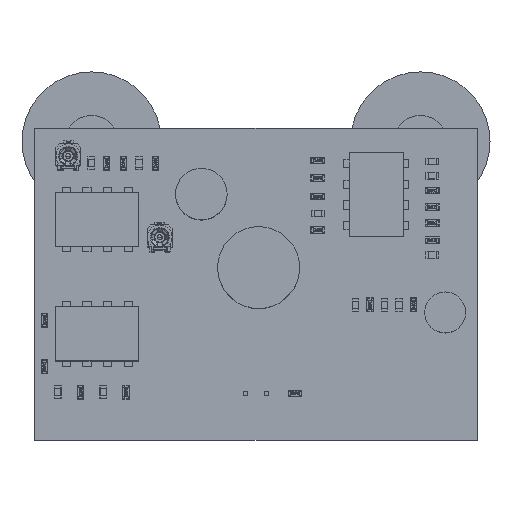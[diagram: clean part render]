
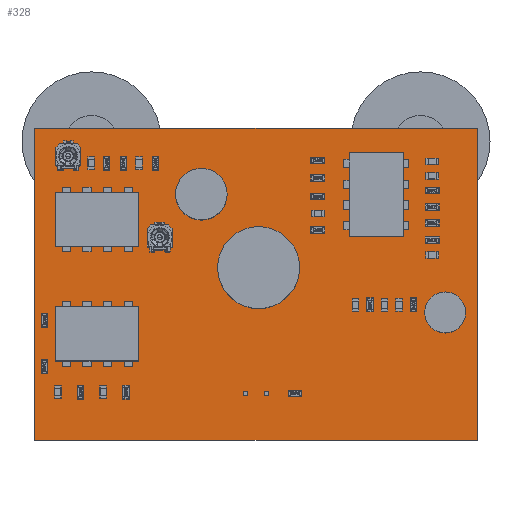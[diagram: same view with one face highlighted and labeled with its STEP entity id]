
A CAD part, top view. The second image highlights one B-rep face of the part: STEP entity #328.
In plain terms, the highlighted planar face has unit normal (0, 0, 1).
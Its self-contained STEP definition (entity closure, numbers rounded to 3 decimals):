
#199 = VERTEX_POINT('',#200);
#200 = CARTESIAN_POINT('',(0.,-38.1,0.));
#206 = EDGE_CURVE('',#199,#207,#209,.T.);
#207 = VERTEX_POINT('',#208);
#208 = CARTESIAN_POINT('',(53.975,-38.1,0.));
#209 = LINE('',#210,#211);
#210 = CARTESIAN_POINT('',(0.,-38.1,0.));
#211 = VECTOR('',#212,1.);
#212 = DIRECTION('',(1.,0.,0.));
#237 = EDGE_CURVE('',#207,#238,#240,.T.);
#238 = VERTEX_POINT('',#239);
#239 = CARTESIAN_POINT('',(53.975,0.,0.));
#240 = LINE('',#241,#242);
#241 = CARTESIAN_POINT('',(53.975,-38.1,0.));
#242 = VECTOR('',#243,1.);
#243 = DIRECTION('',(0.,1.,0.));
#268 = EDGE_CURVE('',#238,#269,#271,.T.);
#269 = VERTEX_POINT('',#270);
#270 = CARTESIAN_POINT('',(0.,0.,0.));
#271 = LINE('',#272,#273);
#272 = CARTESIAN_POINT('',(53.975,0.,0.));
#273 = VECTOR('',#274,1.);
#274 = DIRECTION('',(-1.,0.,0.));
#299 = EDGE_CURVE('',#269,#199,#300,.T.);
#300 = LINE('',#301,#302);
#301 = CARTESIAN_POINT('',(0.,0.,0.));
#302 = VECTOR('',#303,1.);
#303 = DIRECTION('',(0.,-1.,0.));
#328 = ADVANCED_FACE('',(#329),#335,.F.);
#329 = FACE_BOUND('',#330,.T.);
#330 = EDGE_LOOP('',(#331,#332,#333,#334));
#331 = ORIENTED_EDGE('',*,*,#206,.T.);
#332 = ORIENTED_EDGE('',*,*,#237,.T.);
#333 = ORIENTED_EDGE('',*,*,#268,.T.);
#334 = ORIENTED_EDGE('',*,*,#299,.T.);
#335 = PLANE('',#336);
#336 = AXIS2_PLACEMENT_3D('',#337,#338,#339);
#337 = CARTESIAN_POINT('',(0.,-38.1,0.));
#338 = DIRECTION('',(0.,0.,-1.));
#339 = DIRECTION('',(-1.,0.,0.));
